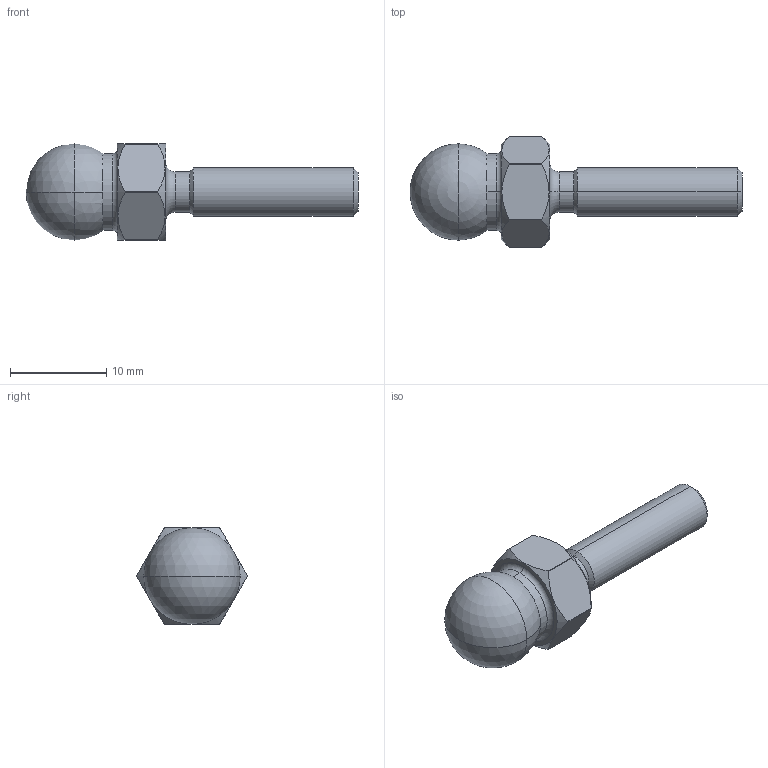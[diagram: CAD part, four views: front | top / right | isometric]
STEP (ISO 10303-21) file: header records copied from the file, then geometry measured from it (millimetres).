
FILE_DESCRIPTION(('STEP AP203'),'1');
FILE_NAME('fath_098mm05020m.stp','2021-11-24T07:14:46',('TraceParts'),('TraceParts S.A.'),'Spatial InterOp 3D',' ',' ');
FILE_SCHEMA(('CONFIG_CONTROL_DESIGN'));
Length unit declared in the file: millimetre
Products named in the file (1): 1
Bounding box: 34.5 x 11.5 x 10 mm (x, y, z)
Volume: 1352.6 mm3; surface area: 871.2 mm2
Topology: 1 solids, 1 shells, 37 faces, 94 edges, 57 vertices
Faces by surface type: cylinder 12, plane 9, cone 8, sphere 4, torus 4
Entity records: 1256 total; most frequent: CARTESIAN_POINT 329, DIRECTION 198, ORIENTED_EDGE 180, EDGE_CURVE 90, AXIS2_PLACEMENT_3D 86, VERTEX_POINT 57, CIRCLE 48, EDGE_LOOP 39
